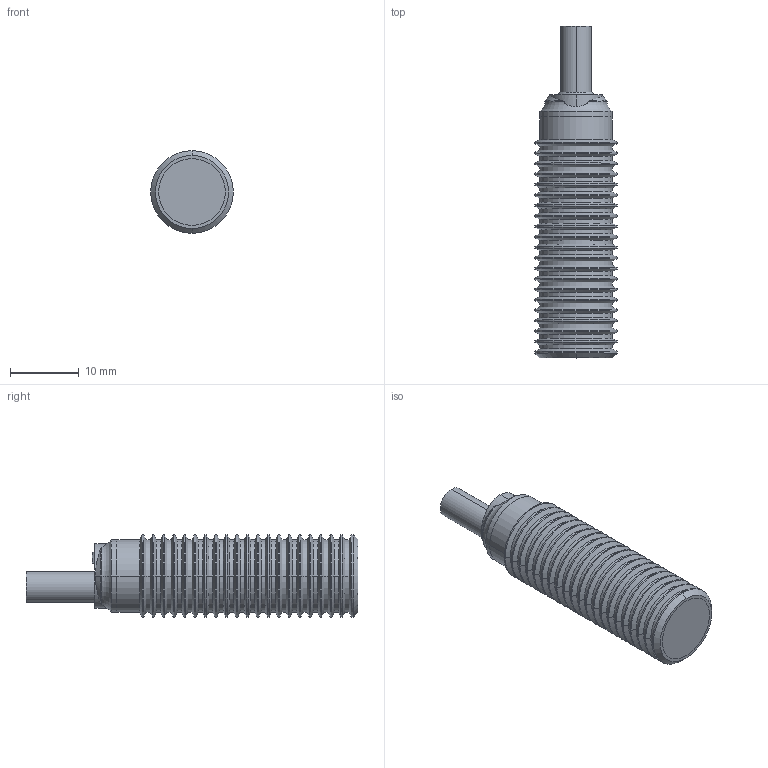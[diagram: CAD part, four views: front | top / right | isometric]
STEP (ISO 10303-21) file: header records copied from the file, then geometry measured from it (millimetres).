
FILE_DESCRIPTION(('STEP AP214'),'1');
FILE_NAME('cctmp_79316C8D-8DCD-448E-B41B-AFAAD96D5B2C_2022_08_05_07_40_35_0633..stp','2022-08-05T05:40:35',('Pepperl+Fuchs GmbH'),('CADClick - www.CADClick.com'),'Spatial InterOp 3D',' ','unknown authorization');
FILE_SCHEMA(('AUTOMOTIVE_DESIGN'));
Length unit declared in the file: millimetre
Products named in the file (6): cc_unnamed; NBB4-12GM35-A0_4; NBB4-12GM35-A0_3; NBB4-12GM35-A0_2; NBB4-12GM35-A0_1; NBB4-12GM35-A0
Assembly tree (5 placements, depth 2):
  cc_unnamed
    NBB4-12GM35-A0_4
    NBB4-12GM35-A0_3
    NBB4-12GM35-A0_2
    NBB4-12GM35-A0_1
    NBB4-12GM35-A0
Bounding box: 12 x 48.21 x 12 mm (x, y, z)
Volume: 4263.5 mm3; surface area: 3414.3 mm2
Topology: 5 solids, 5 shells, 216 faces, 436 edges, 232 vertices
Faces by surface type: cylinder 97, cone 95, plane 16, torus 6, bspline 2
Entity records: 7691 total; most frequent: CARTESIAN_POINT 1244, DIRECTION 1078, ORIENTED_EDGE 868, AXIS2_PLACEMENT_3D 442, EDGE_CURVE 434, VERTEX_POINT 232, STYLED_ITEM 221, PRESENTATION_STYLE_ASSIGNMENT 221
